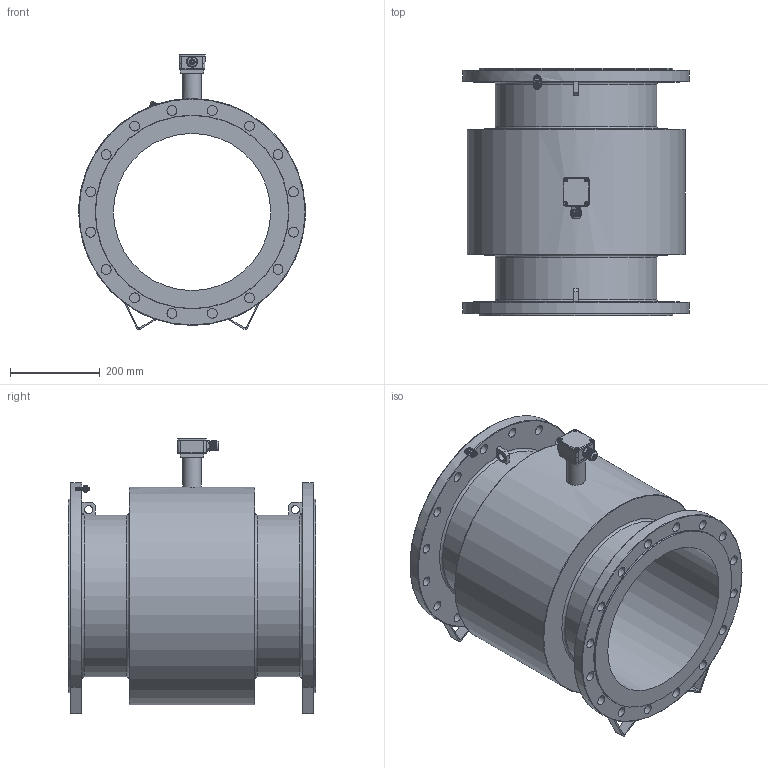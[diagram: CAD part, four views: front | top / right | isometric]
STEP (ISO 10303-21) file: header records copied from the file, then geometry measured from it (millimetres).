
FILE_DESCRIPTION(/* description */ (''),/* implementation_level */ '2;1');
FILE_NAME(/* name */ 'Flowmeter DN350 PN10 Separate.step',/* time_stamp */ '2023-10-05T13:29:42+03:00',/* author */ (''),/* organization */ (''),/* preprocessor_version */ 'ST-DEVELOPER v20',/* originating_system */ 'Autodesk Translation Framework v12.14.0.127',/* authorisation */ '');
FILE_SCHEMA (('AUTOMOTIVE_DESIGN { 1 0 10303 214 3 1 1 }'));
Length unit declared in the file: millimetre
Products named in the file (4): Flowmeter DN350 PN10; Flowmeter v11; B_Separate_version; box
Assembly tree (3 placements, depth 4):
  Flowmeter DN350 PN10
    Flowmeter v11
      B_Separate_version
        box
Bounding box: 504.16 x 550 x 614 mm (x, y, z)
Volume: 31705938.3 mm3; surface area: 2011211.8 mm2
Topology: 2 solids, 2 shells, 1478 faces, 3488 edges, 2034 vertices
Faces by surface type: plane 460, cylinder 452, bspline 250, sphere 156, torus 102, cone 58
Full cylindrical faces by diameter (mm): 3.332 x2, 3.961 x9, 4.234 x4, 4.5 x2, 5 x7, 5.5 x1, 6 x1, 7 x4, 8 x4, 10.394 x1, 10.9 x1, 11.3 x1, 12.394 x1, 13 x1, 14 x1, 15 x1, 17 x2, 18 x2, 21 x1, 22 x32, 24.5 x1, 42 x2, 350 x1, 359.5 x2, 430 x2, 485 x1
Entity records: 71168 total; most frequent: CARTESIAN_POINT 37005, ORIENTED_EDGE 6976, DIRECTION 6904, EDGE_CURVE 3488, AXIS2_PLACEMENT_3D 2727, VERTEX_POINT 2034, EDGE_LOOP 1598, FACE_OUTER_BOUND 1478
